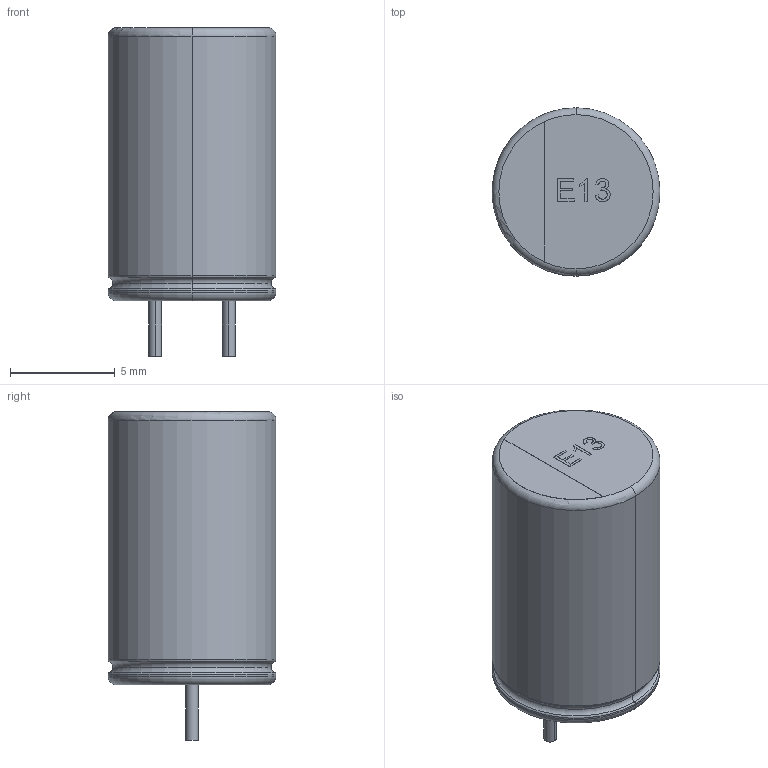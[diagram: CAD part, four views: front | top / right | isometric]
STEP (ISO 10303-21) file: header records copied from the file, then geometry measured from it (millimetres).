
FILE_DESCRIPTION (( 'STEP AP214' ), '1' );
FILE_NAME ('THD Capacitor Polar E13(8X13mm).STEP', '2019-06-13T11:40:58', ( '' ), ( '' ), 'SwSTEP 2.0', 'SolidWorks 2018', '' );
FILE_SCHEMA (( 'AUTOMOTIVE_DESIGN' ));
Length unit declared in the file: millimetre
Products named in the file (1): THD Capacitor Polar E13(8X13mm)
Bounding box: 8 x 8 x 15.66 mm (x, y, z)
Volume: 650 mm3; surface area: 434.3 mm2
Topology: 1 solids, 1 shells, 81 faces, 203 edges, 130 vertices
Faces by surface type: plane 34, cylinder 19, bspline 16, torus 12
Entity records: 4044 total; most frequent: CARTESIAN_POINT 1335, ORIENTED_EDGE 406, DIRECTION 364, EDGE_CURVE 203, VERTEX_POINT 130, AXIS2_PLACEMENT_3D 127, LINE 110, VECTOR 110
